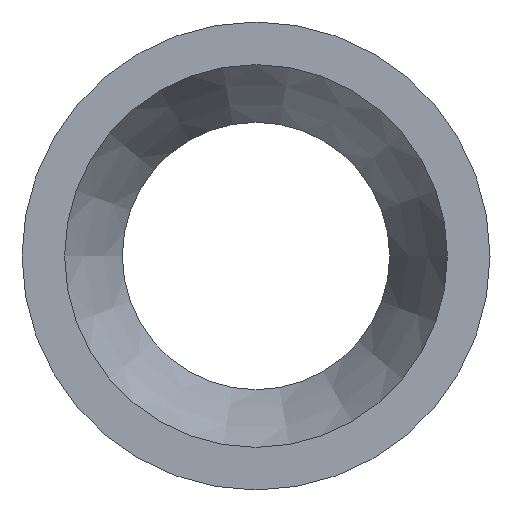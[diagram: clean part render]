
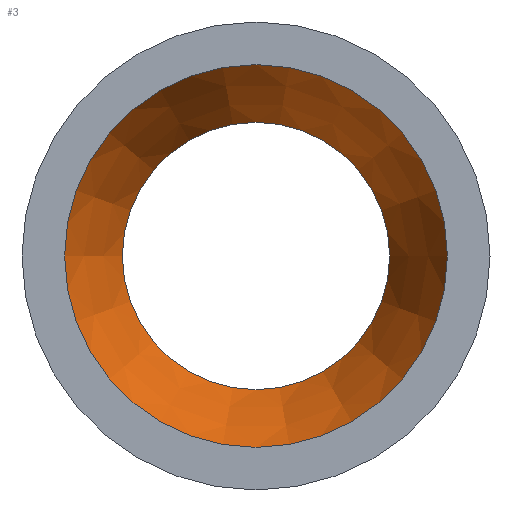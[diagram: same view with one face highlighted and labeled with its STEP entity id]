
A CAD part, left-side view. The second image highlights one B-rep face of the part: STEP entity #3.
In plain terms, the highlighted conical face has half-angle 23.941 degrees and reference radius 36.8 mm.
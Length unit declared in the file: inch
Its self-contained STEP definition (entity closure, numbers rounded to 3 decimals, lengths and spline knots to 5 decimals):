
#3 = ADVANCED_FACE ( 'NONE', ( #244, #69 ), #145, .F. ) ;
#11 = VERTEX_POINT ( 'NONE', #123 ) ;
#40 = DIRECTION ( 'NONE',  ( -1., 0., 0. ) ) ;
#69 = FACE_OUTER_BOUND ( 'NONE', #78, .T. ) ;
#72 = DIRECTION ( 'NONE',  ( 0., 1., 0. ) ) ;
#78 = EDGE_LOOP ( 'NONE', ( #209 ) ) ;
#83 = EDGE_LOOP ( 'NONE', ( #224 ) ) ;
#87 = DIRECTION ( 'NONE',  ( -1., 0., 0. ) ) ;
#101 = DIRECTION ( 'NONE',  ( -1., 0., 0. ) ) ;
#121 = AXIS2_PLACEMENT_3D ( 'NONE', #206, #101, #72 ) ;
#122 = CARTESIAN_POINT ( 'NONE',  ( 2.83465, 0., 0. ) ) ;
#123 = CARTESIAN_POINT ( 'NONE',  ( 2.83465, 0., -1.44882 ) ) ;
#134 = CARTESIAN_POINT ( 'NONE',  ( 3.8189, 1.01181, 0. ) ) ;
#142 = VERTEX_POINT ( 'NONE', #134 ) ;
#143 = EDGE_CURVE ( 'NONE', #11, #11, #222, .T. ) ;
#145 = CONICAL_SURFACE ( 'NONE', #189, 1.44882, 0.418 ) ;
#174 = CARTESIAN_POINT ( 'NONE',  ( 2.83465, 0., 0. ) ) ;
#188 = DIRECTION ( 'NONE',  ( 0., 0., 1. ) ) ;
#189 = AXIS2_PLACEMENT_3D ( 'NONE', #122, #87, #188 ) ;
#190 = CIRCLE ( 'NONE', #121, 1.01181 ) ;
#193 = DIRECTION ( 'NONE',  ( 0., 0., -1. ) ) ;
#206 = CARTESIAN_POINT ( 'NONE',  ( 3.8189, 0., 0. ) ) ;
#209 = ORIENTED_EDGE ( 'NONE', *, *, #143, .T. ) ;
#222 = CIRCLE ( 'NONE', #241, 1.44882 ) ;
#224 = ORIENTED_EDGE ( 'NONE', *, *, #229, .F. ) ;
#229 = EDGE_CURVE ( 'NONE', #142, #142, #190, .T. ) ;
#241 = AXIS2_PLACEMENT_3D ( 'NONE', #174, #40, #193 ) ;
#244 = FACE_BOUND ( 'NONE', #83, .T. ) ;
